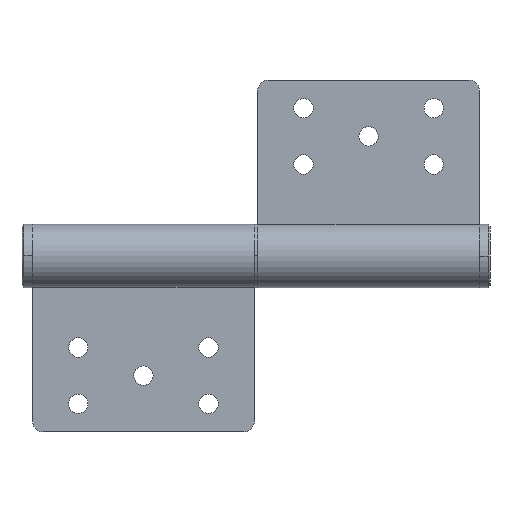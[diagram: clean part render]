
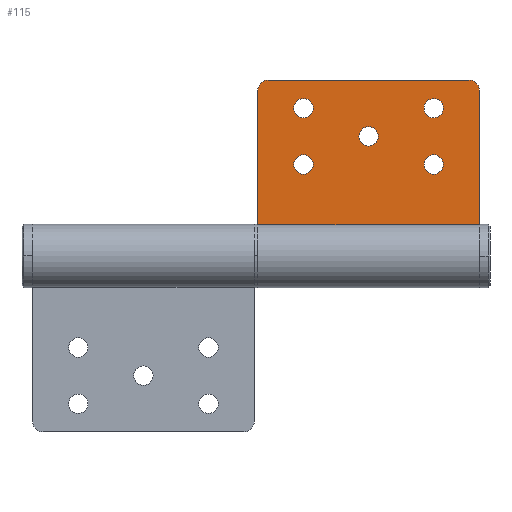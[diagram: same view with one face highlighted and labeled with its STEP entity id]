
A CAD part, left-side view. The second image highlights one B-rep face of the part: STEP entity #115.
In plain terms, the highlighted face is planar.
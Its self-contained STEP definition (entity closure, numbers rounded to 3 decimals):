
#36 = ORIENTED_EDGE ( 'NONE', *, *, #277, .T. ) ;
#37 = ORIENTED_EDGE ( 'NONE', *, *, #45, .F. ) ;
#38 = EDGE_CURVE ( 'NONE', #142, #44, #492, .T. ) ;
#39 = ORIENTED_EDGE ( 'NONE', *, *, #38, .T. ) ;
#41 = ORIENTED_EDGE ( 'NONE', *, *, #43, .T. ) ;
#42 = ORIENTED_EDGE ( 'NONE', *, *, #136, .T. ) ;
#43 = EDGE_CURVE ( 'NONE', #46, #82, #545, .T. ) ;
#44 = VERTEX_POINT ( 'NONE', #540 ) ;
#45 = EDGE_CURVE ( 'NONE', #46, #44, #539, .T. ) ;
#46 = VERTEX_POINT ( 'NONE', #535 ) ;
#61 = VERTEX_POINT ( 'NONE', #575 ) ;
#75 = VERTEX_POINT ( 'NONE', #547 ) ;
#77 = EDGE_CURVE ( 'NONE', #75, #96, #546, .T. ) ;
#81 = EDGE_CURVE ( 'NONE', #75, #82, #600, .T. ) ;
#82 = VERTEX_POINT ( 'NONE', #596 ) ;
#96 = VERTEX_POINT ( 'NONE', #635 ) ;
#105 = EDGE_LOOP ( 'NONE', ( #121, #112 ) ) ;
#108 = EDGE_CURVE ( 'NONE', #279, #278, #622, .T. ) ;
#109 = EDGE_CURVE ( 'NONE', #407, #395, #617, .T. ) ;
#110 = ORIENTED_EDGE ( 'NONE', *, *, #406, .T. ) ;
#111 = EDGE_LOOP ( 'NONE', ( #124, #126 ) ) ;
#112 = ORIENTED_EDGE ( 'NONE', *, *, #286, .T. ) ;
#113 = EDGE_LOOP ( 'NONE', ( #114, #110 ) ) ;
#114 = ORIENTED_EDGE ( 'NONE', *, *, #109, .T. ) ;
#115 = ADVANCED_FACE ( 'NONE', ( #612, #611, #675, #674, #673, #672 ), #671, .F. ) ;
#118 = EDGE_LOOP ( 'NONE', ( #130, #36 ) ) ;
#121 = ORIENTED_EDGE ( 'NONE', *, *, #122, .T. ) ;
#122 = EDGE_CURVE ( 'NONE', #288, #287, #655, .T. ) ;
#124 = ORIENTED_EDGE ( 'NONE', *, *, #125, .T. ) ;
#125 = EDGE_CURVE ( 'NONE', #389, #388, #651, .T. ) ;
#126 = ORIENTED_EDGE ( 'NONE', *, *, #387, .T. ) ;
#127 = EDGE_LOOP ( 'NONE', ( #128, #349 ) ) ;
#128 = ORIENTED_EDGE ( 'NONE', *, *, #129, .T. ) ;
#129 = EDGE_CURVE ( 'NONE', #61, #443, #646, .T. ) ;
#130 = ORIENTED_EDGE ( 'NONE', *, *, #108, .T. ) ;
#136 = EDGE_CURVE ( 'NONE', #96, #142, #703, .T. ) ;
#142 = VERTEX_POINT ( 'NONE', #690 ) ;
#277 = EDGE_CURVE ( 'NONE', #278, #279, #915, .T. ) ;
#278 = VERTEX_POINT ( 'NONE', #906 ) ;
#279 = VERTEX_POINT ( 'NONE', #905 ) ;
#286 = EDGE_CURVE ( 'NONE', #287, #288, #953, .T. ) ;
#287 = VERTEX_POINT ( 'NONE', #949 ) ;
#288 = VERTEX_POINT ( 'NONE', #948 ) ;
#347 = ORIENTED_EDGE ( 'NONE', *, *, #81, .F. ) ;
#348 = EDGE_LOOP ( 'NONE', ( #42, #39, #37, #41, #347, #2017 ) ) ;
#349 = ORIENTED_EDGE ( 'NONE', *, *, #442, .T. ) ;
#387 = EDGE_CURVE ( 'NONE', #388, #389, #1105, .T. ) ;
#388 = VERTEX_POINT ( 'NONE', #1101 ) ;
#389 = VERTEX_POINT ( 'NONE', #1100 ) ;
#395 = VERTEX_POINT ( 'NONE', #1153 ) ;
#406 = EDGE_CURVE ( 'NONE', #395, #407, #1130, .T. ) ;
#407 = VERTEX_POINT ( 'NONE', #1125 ) ;
#442 = EDGE_CURVE ( 'NONE', #443, #61, #1216, .T. ) ;
#443 = VERTEX_POINT ( 'NONE', #1211 ) ;
#488 = DIRECTION ( 'NONE',  ( 0., 0., 1. ) ) ;
#489 = DIRECTION ( 'NONE',  ( 0., -1., 0. ) ) ;
#490 = CARTESIAN_POINT ( 'NONE',  ( 3., -1.5, -47. ) ) ;
#491 = AXIS2_PLACEMENT_3D ( 'NONE', #490, #489, #488 ) ;
#492 = CIRCLE ( 'NONE', #491, 3. ) ;
#535 = CARTESIAN_POINT ( 'NONE',  ( 60., -1.5, -50. ) ) ;
#536 = DIRECTION ( 'NONE',  ( -1., 0., 0. ) ) ;
#537 = VECTOR ( 'NONE', #536, 1000. ) ;
#538 = CARTESIAN_POINT ( 'NONE',  ( 63., -1.5, -50. ) ) ;
#539 = LINE ( 'NONE', #538, #537 ) ;
#540 = CARTESIAN_POINT ( 'NONE',  ( 3., -1.5, -50. ) ) ;
#541 = DIRECTION ( 'NONE',  ( 0., 0., 1. ) ) ;
#542 = DIRECTION ( 'NONE',  ( 0., -1., 0. ) ) ;
#543 = CARTESIAN_POINT ( 'NONE',  ( 60., -1.5, -47. ) ) ;
#544 = AXIS2_PLACEMENT_3D ( 'NONE', #543, #542, #541 ) ;
#545 = CIRCLE ( 'NONE', #544, 3. ) ;
#546 = LINE ( 'NONE', #610, #609 ) ;
#547 = CARTESIAN_POINT ( 'NONE',  ( 63., -1.5, -8.874 ) ) ;
#575 = CARTESIAN_POINT ( 'NONE',  ( 50., -1.5, -39.25 ) ) ;
#596 = CARTESIAN_POINT ( 'NONE',  ( 63., -1.5, -47. ) ) ;
#597 = DIRECTION ( 'NONE',  ( 0., 0., -1. ) ) ;
#598 = VECTOR ( 'NONE', #597, 1000. ) ;
#599 = CARTESIAN_POINT ( 'NONE',  ( 63., -1.5, -50. ) ) ;
#600 = LINE ( 'NONE', #599, #598 ) ;
#608 = DIRECTION ( 'NONE',  ( -1., 0., 0. ) ) ;
#609 = VECTOR ( 'NONE', #608, 1000. ) ;
#610 = CARTESIAN_POINT ( 'NONE',  ( 63., -1.5, -8.874 ) ) ;
#611 = FACE_BOUND ( 'NONE', #105, .T. ) ;
#612 = FACE_BOUND ( 'NONE', #118, .T. ) ;
#613 = DIRECTION ( 'NONE',  ( 0., 0., 1. ) ) ;
#614 = DIRECTION ( 'NONE',  ( 0., 1., 0. ) ) ;
#615 = CARTESIAN_POINT ( 'NONE',  ( 50., -1.5, -26. ) ) ;
#616 = AXIS2_PLACEMENT_3D ( 'NONE', #615, #614, #613 ) ;
#617 = CIRCLE ( 'NONE', #616, 2.75 ) ;
#618 = DIRECTION ( 'NONE',  ( 0., 0., 1. ) ) ;
#619 = DIRECTION ( 'NONE',  ( 0., 1., 0. ) ) ;
#620 = CARTESIAN_POINT ( 'NONE',  ( 31.5, -1.5, -34. ) ) ;
#621 = AXIS2_PLACEMENT_3D ( 'NONE', #620, #619, #618 ) ;
#622 = CIRCLE ( 'NONE', #621, 2.75 ) ;
#635 = CARTESIAN_POINT ( 'NONE',  ( 0., -1.5, -8.874 ) ) ;
#644 = CARTESIAN_POINT ( 'NONE',  ( 50., -1.5, -42. ) ) ;
#645 = AXIS2_PLACEMENT_3D ( 'NONE', #644, #710, #709 ) ;
#646 = CIRCLE ( 'NONE', #645, 2.75 ) ;
#647 = DIRECTION ( 'NONE',  ( 0., 0., 1. ) ) ;
#648 = DIRECTION ( 'NONE',  ( 0., 1., 0. ) ) ;
#649 = CARTESIAN_POINT ( 'NONE',  ( 13., -1.5, -42. ) ) ;
#650 = AXIS2_PLACEMENT_3D ( 'NONE', #649, #648, #647 ) ;
#651 = CIRCLE ( 'NONE', #650, 2.75 ) ;
#652 = DIRECTION ( 'NONE',  ( 0., 0., 1. ) ) ;
#653 = DIRECTION ( 'NONE',  ( 0., 1., 0. ) ) ;
#654 = AXIS2_PLACEMENT_3D ( 'NONE', #661, #653, #652 ) ;
#655 = CIRCLE ( 'NONE', #654, 2.75 ) ;
#661 = CARTESIAN_POINT ( 'NONE',  ( 13., -1.5, -26. ) ) ;
#667 = DIRECTION ( 'NONE',  ( 0., 0., 1. ) ) ;
#668 = DIRECTION ( 'NONE',  ( 0., 1., 0. ) ) ;
#669 = CARTESIAN_POINT ( 'NONE',  ( 63., -1.5, -50. ) ) ;
#670 = AXIS2_PLACEMENT_3D ( 'NONE', #669, #668, #667 ) ;
#671 = PLANE ( 'NONE',  #670 ) ;
#672 = FACE_OUTER_BOUND ( 'NONE', #348, .T. ) ;
#673 = FACE_BOUND ( 'NONE', #127, .T. ) ;
#674 = FACE_BOUND ( 'NONE', #111, .T. ) ;
#675 = FACE_BOUND ( 'NONE', #113, .T. ) ;
#690 = CARTESIAN_POINT ( 'NONE',  ( 0., -1.5, -47. ) ) ;
#700 = DIRECTION ( 'NONE',  ( 0., 0., -1. ) ) ;
#701 = VECTOR ( 'NONE', #700, 1000. ) ;
#702 = CARTESIAN_POINT ( 'NONE',  ( 0., -1.5, -50. ) ) ;
#703 = LINE ( 'NONE', #702, #701 ) ;
#709 = DIRECTION ( 'NONE',  ( 0., 0., 1. ) ) ;
#710 = DIRECTION ( 'NONE',  ( 0., 1., 0. ) ) ;
#905 = CARTESIAN_POINT ( 'NONE',  ( 31.5, -1.5, -31.25 ) ) ;
#906 = CARTESIAN_POINT ( 'NONE',  ( 31.5, -1.5, -36.75 ) ) ;
#907 = DIRECTION ( 'NONE',  ( 0., 0., 1. ) ) ;
#908 = DIRECTION ( 'NONE',  ( 0., 1., 0. ) ) ;
#909 = CARTESIAN_POINT ( 'NONE',  ( 31.5, -1.5, -34. ) ) ;
#910 = AXIS2_PLACEMENT_3D ( 'NONE', #909, #908, #907 ) ;
#915 = CIRCLE ( 'NONE', #910, 2.75 ) ;
#948 = CARTESIAN_POINT ( 'NONE',  ( 13., -1.5, -23.25 ) ) ;
#949 = CARTESIAN_POINT ( 'NONE',  ( 13., -1.5, -28.75 ) ) ;
#950 = DIRECTION ( 'NONE',  ( 0., 0., 1. ) ) ;
#951 = DIRECTION ( 'NONE',  ( 0., 1., 0. ) ) ;
#952 = AXIS2_PLACEMENT_3D ( 'NONE', #958, #951, #950 ) ;
#953 = CIRCLE ( 'NONE', #952, 2.75 ) ;
#958 = CARTESIAN_POINT ( 'NONE',  ( 13., -1.5, -26. ) ) ;
#1100 = CARTESIAN_POINT ( 'NONE',  ( 13., -1.5, -39.25 ) ) ;
#1101 = CARTESIAN_POINT ( 'NONE',  ( 13., -1.5, -44.75 ) ) ;
#1102 = DIRECTION ( 'NONE',  ( 0., 0., 1. ) ) ;
#1103 = DIRECTION ( 'NONE',  ( 0., 1., 0. ) ) ;
#1104 = AXIS2_PLACEMENT_3D ( 'NONE', #1111, #1103, #1102 ) ;
#1105 = CIRCLE ( 'NONE', #1104, 2.75 ) ;
#1111 = CARTESIAN_POINT ( 'NONE',  ( 13., -1.5, -42. ) ) ;
#1125 = CARTESIAN_POINT ( 'NONE',  ( 50., -1.5, -23.25 ) ) ;
#1126 = DIRECTION ( 'NONE',  ( 0., 0., 1. ) ) ;
#1127 = DIRECTION ( 'NONE',  ( 0., 1., 0. ) ) ;
#1128 = CARTESIAN_POINT ( 'NONE',  ( 50., -1.5, -26. ) ) ;
#1129 = AXIS2_PLACEMENT_3D ( 'NONE', #1128, #1127, #1126 ) ;
#1130 = CIRCLE ( 'NONE', #1129, 2.75 ) ;
#1153 = CARTESIAN_POINT ( 'NONE',  ( 50., -1.5, -28.75 ) ) ;
#1211 = CARTESIAN_POINT ( 'NONE',  ( 50., -1.5, -44.75 ) ) ;
#1212 = DIRECTION ( 'NONE',  ( 0., 0., 1. ) ) ;
#1213 = DIRECTION ( 'NONE',  ( 0., 1., 0. ) ) ;
#1214 = CARTESIAN_POINT ( 'NONE',  ( 50., -1.5, -42. ) ) ;
#1215 = AXIS2_PLACEMENT_3D ( 'NONE', #1214, #1213, #1212 ) ;
#1216 = CIRCLE ( 'NONE', #1215, 2.75 ) ;
#2017 = ORIENTED_EDGE ( 'NONE', *, *, #77, .T. ) ;
